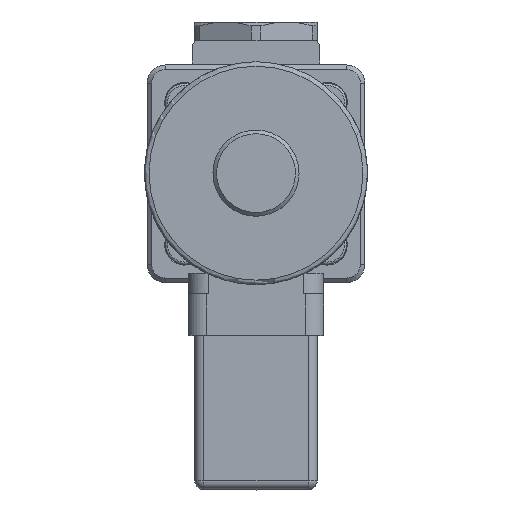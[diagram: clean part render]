
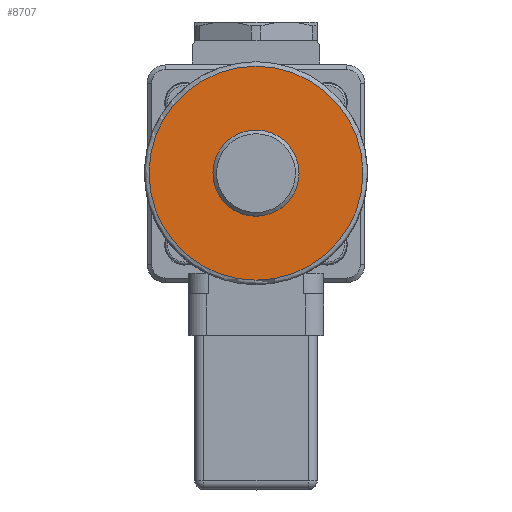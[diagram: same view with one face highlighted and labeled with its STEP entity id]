
A CAD part, top view. The second image highlights one B-rep face of the part: STEP entity #8707.
In plain terms, the highlighted planar face has unit normal (0, 0, 1).
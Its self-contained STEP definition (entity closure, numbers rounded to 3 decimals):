
#2083=FACE_OUTER_BOUND('',#2618,.T.);
#2618=EDGE_LOOP('',(#7189));
#3078=CIRCLE('',#9524,23.6);
#3810=VERTEX_POINT('',#16821);
#4968=EDGE_CURVE('',#3810,#3810,#3078,.T.);
#7189=ORIENTED_EDGE('',*,*,#4968,.F.);
#7745=PLANE('',#9523);
#8707=ADVANCED_FACE('',(#2083),#7745,.T.);
#9523=AXIS2_PLACEMENT_3D('',#16820,#11578,#11579);
#9524=AXIS2_PLACEMENT_3D('',#16822,#11580,#11581);
#11578=DIRECTION('center_axis',(0.,0.,
1.));
#11579=DIRECTION('ref_axis',(1.,0.,0.));
#11580=DIRECTION('center_axis',(0.,0.,
-1.));
#11581=DIRECTION('ref_axis',(0.,1.,0.));
#16820=CARTESIAN_POINT('Origin',(0.,14.825,93.6));
#16821=CARTESIAN_POINT('',(0.,23.6,93.6));
#16822=CARTESIAN_POINT('Origin',(0.,0.,
93.6));
